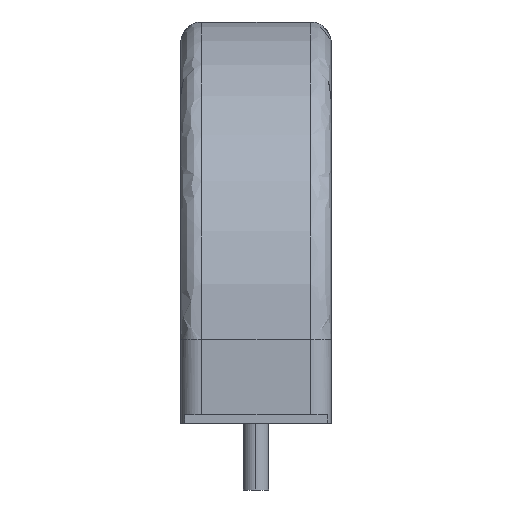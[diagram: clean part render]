
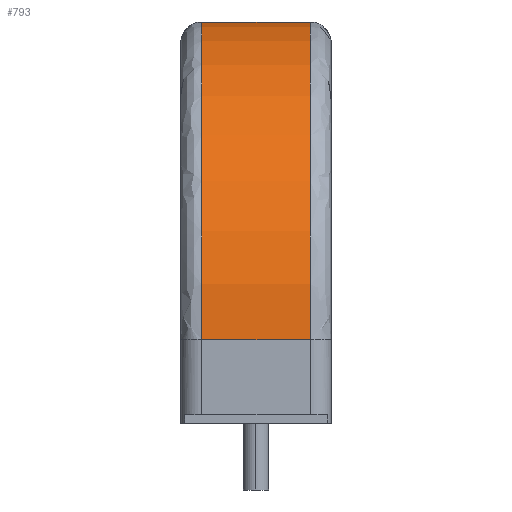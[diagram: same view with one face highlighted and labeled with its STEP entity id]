
A CAD part, left-side view. The second image highlights one B-rep face of the part: STEP entity #793.
In plain terms, the highlighted cylindrical face has radius 38 mm (diameter 76 mm), a partial arc.
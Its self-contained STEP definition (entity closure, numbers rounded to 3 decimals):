
#43 = CARTESIAN_POINT ( 'NONE',  ( 35., -6.5, 48. ) ) ;
#61 = EDGE_CURVE ( 'NONE', #1235, #1232, #474, .T. ) ;
#79 = VECTOR ( 'NONE', #142, 1000. ) ;
#105 = DIRECTION ( 'NONE',  ( 0., 0., -1. ) ) ;
#142 = DIRECTION ( 'NONE',  ( 0., 1., 0. ) ) ;
#162 = AXIS2_PLACEMENT_3D ( 'NONE', #1322, #792, #171 ) ;
#171 = DIRECTION ( 'NONE',  ( 0., 0., 1. ) ) ;
#176 = CARTESIAN_POINT ( 'NONE',  ( 35., 6.5, 48. ) ) ;
#192 = DIRECTION ( 'NONE',  ( 0., -1., 0. ) ) ;
#274 = ORIENTED_EDGE ( 'NONE', *, *, #61, .T. ) ;
#286 = ORIENTED_EDGE ( 'NONE', *, *, #330, .T. ) ;
#330 = EDGE_CURVE ( 'NONE', #1245, #1235, #1135, .T. ) ;
#333 = CYLINDRICAL_SURFACE ( 'NONE', #505, 38. ) ;
#344 = CIRCLE ( 'NONE', #379, 38. ) ;
#346 = CARTESIAN_POINT ( 'NONE',  ( 35., 0., 10. ) ) ;
#365 = FACE_OUTER_BOUND ( 'NONE', #1123, .T. ) ;
#379 = AXIS2_PLACEMENT_3D ( 'NONE', #502, #192, #105 ) ;
#425 = CARTESIAN_POINT ( 'NONE',  ( 35., 0., 48. ) ) ;
#474 = CIRCLE ( 'NONE', #162, 38. ) ;
#502 = CARTESIAN_POINT ( 'NONE',  ( 35., -6.5, 10. ) ) ;
#505 = AXIS2_PLACEMENT_3D ( 'NONE', #346, #1109, #1011 ) ;
#558 = CARTESIAN_POINT ( 'NONE',  ( -3., -6.5, 10. ) ) ;
#559 = VECTOR ( 'NONE', #1083, 1000. ) ;
#615 = ORIENTED_EDGE ( 'NONE', *, *, #1291, .F. ) ;
#708 = CARTESIAN_POINT ( 'NONE',  ( -3., 6.5, 10. ) ) ;
#719 = ORIENTED_EDGE ( 'NONE', *, *, #1033, .F. ) ;
#792 = DIRECTION ( 'NONE',  ( 0., -1., 0. ) ) ;
#793 = ADVANCED_FACE ( 'NONE', ( #365 ), #333, .T. ) ;
#1011 = DIRECTION ( 'NONE',  ( 0., 0., 1. ) ) ;
#1033 = EDGE_CURVE ( 'NONE', #1137, #1232, #1338, .T. ) ;
#1083 = DIRECTION ( 'NONE',  ( 0., 1., 0. ) ) ;
#1109 = DIRECTION ( 'NONE',  ( 0., 1., 0. ) ) ;
#1123 = EDGE_LOOP ( 'NONE', ( #286, #274, #719, #615 ) ) ;
#1135 = LINE ( 'NONE', #425, #559 ) ;
#1137 = VERTEX_POINT ( 'NONE', #1346 ) ;
#1232 = VERTEX_POINT ( 'NONE', #708 ) ;
#1235 = VERTEX_POINT ( 'NONE', #176 ) ;
#1245 = VERTEX_POINT ( 'NONE', #43 ) ;
#1291 = EDGE_CURVE ( 'NONE', #1245, #1137, #344, .T. ) ;
#1322 = CARTESIAN_POINT ( 'NONE',  ( 35., 6.5, 10. ) ) ;
#1338 = LINE ( 'NONE', #558, #79 ) ;
#1346 = CARTESIAN_POINT ( 'NONE',  ( -3., -6.5, 10. ) ) ;
